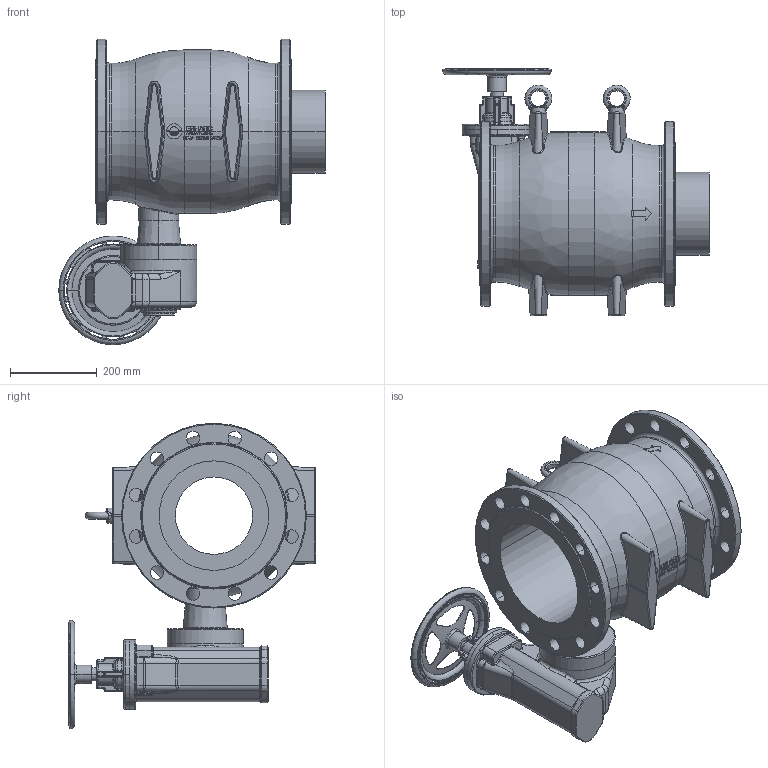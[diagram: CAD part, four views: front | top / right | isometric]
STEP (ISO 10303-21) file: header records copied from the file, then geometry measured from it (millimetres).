
FILE_DESCRIPTION((''),'2;1');
FILE_NAME('0D166918_ASM','2015-02-17T',('aspaegele'),(''),'PRO/ENGINEER BY PARAMETRIC TECHNOLOGY CORPORATION, 2010040','PRO/ENGINEER BY PARAMETRIC TECHNOLOGY CORPORATION, 2010040','');
FILE_SCHEMA(('AUTOMOTIVE_DESIGN_CC2 { 1 2 10303 214 -1 1 5 2 }'));
Products named in the file (6): 0D166842; SKG2; FLANSCHLAGER_2_4; HANDRAD250; DIN580_M16; 0D166918_ASM
Assembly tree (6 placements, depth 2):
  0D166918_ASM
    0D166842
    SKG2
    FLANSCHLAGER_2_4
    HANDRAD250
    DIN580_M16  x2
Bounding box: 613 x 569 x 702.5 mm (x, y, z)
Volume: 32913752.5 mm3; surface area: 1961177.8 mm2
Topology: 74 solids, 74 shells, 2579 faces, 6684 edges, 4283 vertices
Faces by surface type: plane 1787, cylinder 362, bspline 178, torus 158, cone 60, sphere 34
Entity records: 104849 total; most frequent: CARTESIAN_POINT 21403, ORIENTED_EDGE 13184, DIRECTION 12115, PRESENTATION_STYLE_ASSIGNMENT 6677, EDGE_CURVE 6592, STYLED_ITEM 6574, CURVE_STYLE 6502, VECTOR 5101
